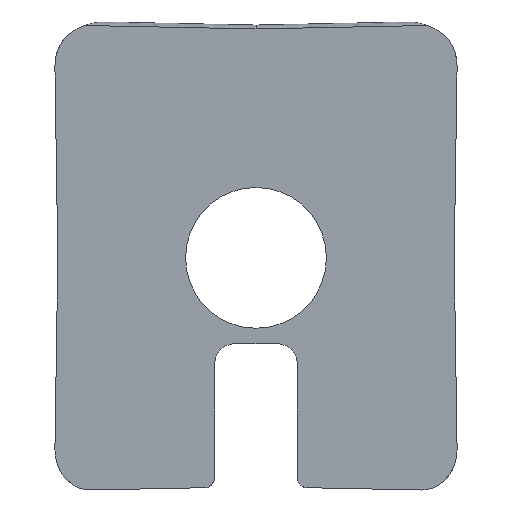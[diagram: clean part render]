
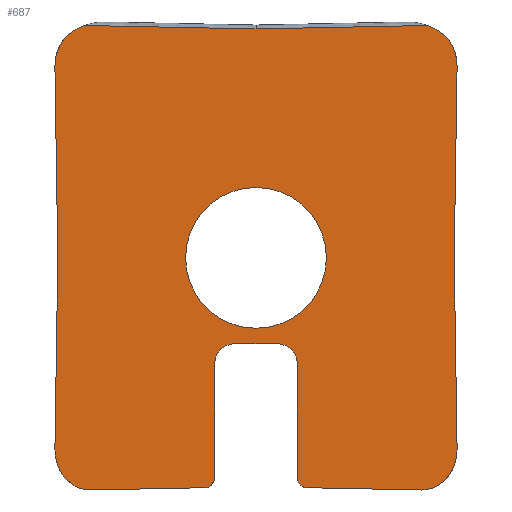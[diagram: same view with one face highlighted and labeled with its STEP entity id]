
A CAD part, left-side view. The second image highlights one B-rep face of the part: STEP entity #687.
In plain terms, the highlighted planar face has unit normal (-1, 0, 0).
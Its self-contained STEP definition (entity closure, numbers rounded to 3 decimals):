
#28=FACE_BOUND('',#119,.T.);
#36=ELLIPSE('',#743,4.041,3.5);
#37=ELLIPSE('',#744,4.041,3.5);
#38=ELLIPSE('',#745,1.155,1.);
#39=ELLIPSE('',#748,1.155,1.);
#40=ELLIPSE('',#749,4.041,3.5);
#41=ELLIPSE('',#750,4.041,3.5);
#43=PLANE('',#742);
#73=FACE_OUTER_BOUND('',#118,.T.);
#118=EDGE_LOOP('',(#533,#534,#535,#536,#537,#538,#539,#540,#541,#542,#543,
#544,#545,#546,#547,#548,#549,#550,#551,#552,#553));
#119=EDGE_LOOP('',(#554));
#185=LINE('',#1085,#257);
#186=LINE('',#1088,#258);
#187=LINE('',#1092,#259);
#188=LINE('',#1094,#260);
#189=LINE('',#1098,#261);
#190=LINE('',#1102,#262);
#191=LINE('',#1106,#263);
#192=LINE('',#1110,#264);
#193=LINE('',#1114,#265);
#194=LINE('',#1118,#266);
#195=LINE('',#1120,#267);
#257=VECTOR('',#843,17.084);
#258=VECTOR('',#848,17.084);
#259=VECTOR('',#851,18.984);
#260=VECTOR('',#852,18.984);
#261=VECTOR('',#855,11.456);
#262=VECTOR('',#858,11.164);
#263=VECTOR('',#861,4.2);
#264=VECTOR('',#864,11.163);
#265=VECTOR('',#867,11.456);
#266=VECTOR('',#870,18.984);
#267=VECTOR('',#871,18.984);
#300=CIRCLE('',#726,5.671);
#306=CIRCLE('',#740,5.671);
#308=CIRCLE('',#746,2.);
#309=CIRCLE('',#747,2.);
#310=CIRCLE('',#751,7.);
#317=VERTEX_POINT('',#974);
#318=VERTEX_POINT('',#981);
#357=VERTEX_POINT('',#1068);
#358=VERTEX_POINT('',#1070);
#359=VERTEX_POINT('',#1084);
#360=VERTEX_POINT('',#1089);
#361=VERTEX_POINT('',#1091);
#362=VERTEX_POINT('',#1093);
#363=VERTEX_POINT('',#1095);
#364=VERTEX_POINT('',#1097);
#365=VERTEX_POINT('',#1099);
#366=VERTEX_POINT('',#1101);
#367=VERTEX_POINT('',#1103);
#368=VERTEX_POINT('',#1105);
#369=VERTEX_POINT('',#1107);
#370=VERTEX_POINT('',#1109);
#371=VERTEX_POINT('',#1111);
#372=VERTEX_POINT('',#1113);
#373=VERTEX_POINT('',#1115);
#374=VERTEX_POINT('',#1117);
#375=VERTEX_POINT('',#1119);
#376=VERTEX_POINT('',#1122);
#383=EDGE_CURVE('',#318,#317,#300,.T.);
#425=EDGE_CURVE('',#358,#357,#306,.T.);
#427=EDGE_CURVE('',#359,#358,#185,.T.);
#429=EDGE_CURVE('',#359,#317,#186,.T.);
#430=EDGE_CURVE('',#360,#357,#36,.T.);
#431=EDGE_CURVE('',#361,#360,#187,.T.);
#432=EDGE_CURVE('',#362,#361,#188,.T.);
#433=EDGE_CURVE('',#363,#362,#37,.T.);
#434=EDGE_CURVE('',#364,#363,#189,.T.);
#435=EDGE_CURVE('',#364,#365,#38,.T.);
#436=EDGE_CURVE('',#365,#366,#190,.T.);
#437=EDGE_CURVE('',#366,#367,#308,.T.);
#438=EDGE_CURVE('',#367,#368,#191,.T.);
#439=EDGE_CURVE('',#368,#369,#309,.T.);
#440=EDGE_CURVE('',#369,#370,#192,.T.);
#441=EDGE_CURVE('',#370,#371,#39,.T.);
#442=EDGE_CURVE('',#372,#371,#193,.T.);
#443=EDGE_CURVE('',#373,#372,#40,.T.);
#444=EDGE_CURVE('',#374,#373,#194,.T.);
#445=EDGE_CURVE('',#375,#374,#195,.T.);
#446=EDGE_CURVE('',#318,#375,#41,.T.);
#447=EDGE_CURVE('',#376,#376,#310,.T.);
#533=ORIENTED_EDGE('',*,*,#383,.T.);
#534=ORIENTED_EDGE('',*,*,#429,.F.);
#535=ORIENTED_EDGE('',*,*,#427,.T.);
#536=ORIENTED_EDGE('',*,*,#425,.T.);
#537=ORIENTED_EDGE('',*,*,#430,.F.);
#538=ORIENTED_EDGE('',*,*,#431,.F.);
#539=ORIENTED_EDGE('',*,*,#432,.F.);
#540=ORIENTED_EDGE('',*,*,#433,.F.);
#541=ORIENTED_EDGE('',*,*,#434,.F.);
#542=ORIENTED_EDGE('',*,*,#435,.T.);
#543=ORIENTED_EDGE('',*,*,#436,.T.);
#544=ORIENTED_EDGE('',*,*,#437,.T.);
#545=ORIENTED_EDGE('',*,*,#438,.T.);
#546=ORIENTED_EDGE('',*,*,#439,.T.);
#547=ORIENTED_EDGE('',*,*,#440,.T.);
#548=ORIENTED_EDGE('',*,*,#441,.T.);
#549=ORIENTED_EDGE('',*,*,#442,.F.);
#550=ORIENTED_EDGE('',*,*,#443,.F.);
#551=ORIENTED_EDGE('',*,*,#444,.F.);
#552=ORIENTED_EDGE('',*,*,#445,.F.);
#553=ORIENTED_EDGE('',*,*,#446,.F.);
#554=ORIENTED_EDGE('',*,*,#447,.T.);
#687=ADVANCED_FACE('',(#73,#28),#43,.F.);
#726=AXIS2_PLACEMENT_3D('',#982,#784,#785);
#740=AXIS2_PLACEMENT_3D('',#1071,#841,#842);
#742=AXIS2_PLACEMENT_3D('',#1087,#846,#847);
#743=AXIS2_PLACEMENT_3D('',#1090,#849,#850);
#744=AXIS2_PLACEMENT_3D('',#1096,#853,#854);
#745=AXIS2_PLACEMENT_3D('',#1100,#856,#857);
#746=AXIS2_PLACEMENT_3D('',#1104,#859,#860);
#747=AXIS2_PLACEMENT_3D('',#1108,#862,#863);
#748=AXIS2_PLACEMENT_3D('',#1112,#865,#866);
#749=AXIS2_PLACEMENT_3D('',#1116,#868,#869);
#750=AXIS2_PLACEMENT_3D('',#1121,#872,#873);
#751=AXIS2_PLACEMENT_3D('',#1123,#874,#875);
#784=DIRECTION('center_axis',(-1.,0.,0.));
#785=DIRECTION('ref_axis',(0.,0.644,-0.765));
#841=DIRECTION('center_axis',(-1.,0.,0.));
#842=DIRECTION('ref_axis',(0.,-0.644,-0.765));
#843=DIRECTION('',(0.,1.,0.02));
#846=DIRECTION('center_axis',(1.,0.,0.));
#847=DIRECTION('ref_axis',(0.,0.,-1.));
#848=DIRECTION('',(0.,-1.,0.02));
#849=DIRECTION('center_axis',(1.,0.,0.));
#850=DIRECTION('ref_axis',(0.,0.,1.));
#851=DIRECTION('',(0.,0.015,1.));
#852=DIRECTION('',(0.,-0.015,1.));
#853=DIRECTION('center_axis',(1.,0.,0.));
#854=DIRECTION('ref_axis',(0.,0.,1.));
#855=DIRECTION('',(0.,1.,-0.02));
#856=DIRECTION('center_axis',(-1.,0.,0.));
#857=DIRECTION('ref_axis',(0.,0.,1.));
#858=DIRECTION('',(0.,0.,1.));
#859=DIRECTION('center_axis',(1.,0.,0.));
#860=DIRECTION('ref_axis',(0.,-1.,0.));
#861=DIRECTION('',(0.,-1.,0.));
#862=DIRECTION('center_axis',(1.,0.,0.));
#863=DIRECTION('ref_axis',(0.,-1.,0.));
#864=DIRECTION('',(0.,0.,-1.));
#865=DIRECTION('center_axis',(-1.,0.,0.));
#866=DIRECTION('ref_axis',(0.,0.,1.));
#867=DIRECTION('',(0.,1.,0.02));
#868=DIRECTION('center_axis',(1.,0.,0.));
#869=DIRECTION('ref_axis',(0.,0.,1.));
#870=DIRECTION('',(0.,-0.015,-1.));
#871=DIRECTION('',(0.,0.015,-1.));
#872=DIRECTION('center_axis',(1.,0.,0.));
#873=DIRECTION('ref_axis',(0.,0.,1.));
#874=DIRECTION('center_axis',(1.,0.,0.));
#875=DIRECTION('ref_axis',(0.,-1.,0.));
#974=CARTESIAN_POINT('',(-1.45,-17.08,23.106));
#981=CARTESIAN_POINT('',(-1.45,-18.776,22.121));
#982=CARTESIAN_POINT('Origin',(-1.45,-15.125,17.783));
#1068=CARTESIAN_POINT('',(-1.45,18.776,22.121));
#1070=CARTESIAN_POINT('',(-1.45,17.08,23.106));
#1071=CARTESIAN_POINT('Origin',(-1.45,15.125,17.783));
#1084=CARTESIAN_POINT('',(-1.45,0.,22.761));
#1085=CARTESIAN_POINT('',(-1.45,0.,22.761));
#1087=CARTESIAN_POINT('Origin',(-1.45,0.,
0.));
#1088=CARTESIAN_POINT('',(-1.45,-8.219,22.927));
#1089=CARTESIAN_POINT('',(-1.45,19.999,18.981));
#1090=CARTESIAN_POINT('Origin',(-1.45,16.499,19.052));
#1091=CARTESIAN_POINT('',(-1.45,19.712,0.));
#1092=CARTESIAN_POINT('',(-1.45,19.855,9.491));
#1093=CARTESIAN_POINT('',(-1.45,19.999,-18.981));
#1094=CARTESIAN_POINT('',(-1.45,19.855,-9.491));
#1095=CARTESIAN_POINT('',(-1.45,16.438,-23.093));
#1096=CARTESIAN_POINT('Origin',(-1.45,16.499,-19.052));
#1097=CARTESIAN_POINT('',(-1.45,4.985,-22.862));
#1098=CARTESIAN_POINT('',(-1.45,8.219,-22.927));
#1099=CARTESIAN_POINT('',(-1.45,4.1,-21.715));
#1100=CARTESIAN_POINT('Origin',(-1.45,5.1,-21.715));
#1101=CARTESIAN_POINT('',(-1.45,4.1,-10.551));
#1102=CARTESIAN_POINT('',(-1.45,4.1,-5.276));
#1103=CARTESIAN_POINT('',(-1.45,2.1,-8.551));
#1104=CARTESIAN_POINT('Origin',(-1.45,2.1,-10.551));
#1105=CARTESIAN_POINT('',(-1.45,-2.1,-8.551));
#1106=CARTESIAN_POINT('',(-1.45,-1.05,-8.551));
#1107=CARTESIAN_POINT('',(-1.45,-4.1,-10.551));
#1108=CARTESIAN_POINT('Origin',(-1.45,-2.1,-10.551));
#1109=CARTESIAN_POINT('',(-1.45,-4.1,-21.715));
#1110=CARTESIAN_POINT('',(-1.45,-4.1,-10.857));
#1111=CARTESIAN_POINT('',(-1.45,-4.985,-22.862));
#1112=CARTESIAN_POINT('Origin',(-1.45,-5.1,-21.715));
#1113=CARTESIAN_POINT('',(-1.45,-16.438,-23.093));
#1114=CARTESIAN_POINT('',(-1.45,-8.219,-22.927));
#1115=CARTESIAN_POINT('',(-1.45,-19.999,-18.981));
#1116=CARTESIAN_POINT('Origin',(-1.45,-16.499,-19.052));
#1117=CARTESIAN_POINT('',(-1.45,-19.712,0.));
#1118=CARTESIAN_POINT('',(-1.45,-19.855,-9.491));
#1119=CARTESIAN_POINT('',(-1.45,-19.999,18.981));
#1120=CARTESIAN_POINT('',(-1.45,-19.855,9.491));
#1121=CARTESIAN_POINT('Origin',(-1.45,-16.499,19.052));
#1122=CARTESIAN_POINT('',(-1.45,-6.998,-0.004));
#1123=CARTESIAN_POINT('Origin',(-1.45,0.002,-0.004));
